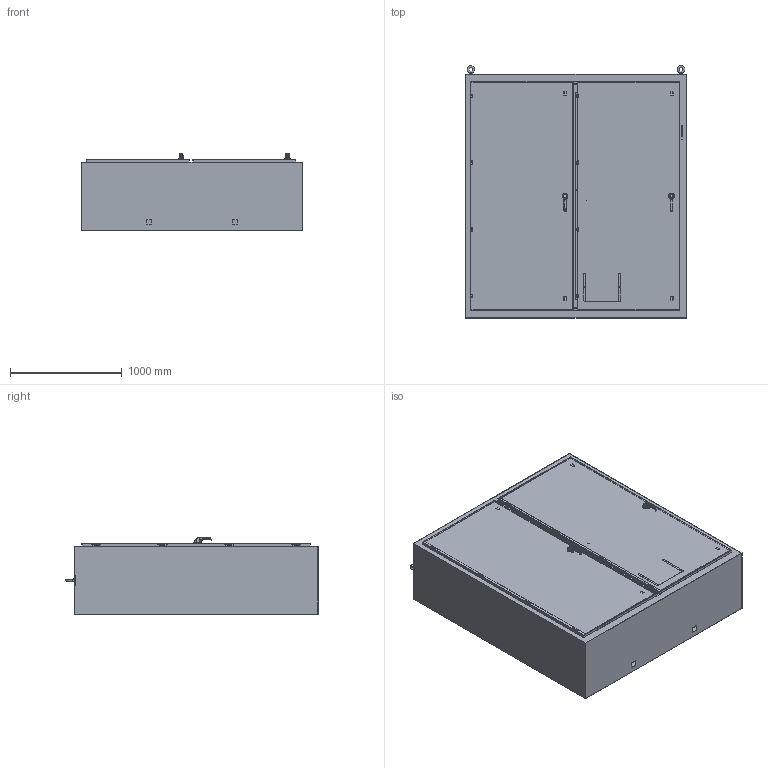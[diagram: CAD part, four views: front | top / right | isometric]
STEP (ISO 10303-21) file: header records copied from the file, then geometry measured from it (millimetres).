
FILE_DESCRIPTION (( 'STEP AP214' ), '1' );
FILE_NAME ('SCE-N86XM7824_REV1.STEP', '2024-05-09T10:30:26', ( '' ), ( '' ), 'SwSTEP 2.0', 'SolidWorks 2023', '' );
FILE_SCHEMA (( 'AUTOMOTIVE_DESIGN' ));
Length unit declared in the file: inch
Products named in the file (1): SCE-N86XM7824_REV1
Bounding box: 1974.85 x 2259.12 x 686.97 mm (x, y, z)
Volume: 42332766.6 mm3; surface area: 31801833.8 mm2
Topology: 48 solids, 56 shells, 7346 faces, 18736 edges, 11570 vertices
Faces by surface type: plane 3045, cylinder 2479, bspline 862, torus 542, cone 228, sphere 190
Full cylindrical faces by diameter (mm): 1.016 x8, 3.978 x8, 4.318 x40, 4.978 x32, 5.016 x4, 5.207 x16, 5.232 x16, 5.537 x8, 6.096 x16, 6.198 x16, 6.35 x16, 7.137 x2, 9.525 x16, 10.323 x16, 11.25 x2, 15.24 x2, 16 x2, 29.8 x2
Entity records: 354314 total; most frequent: CARTESIAN_POINT 186809, ORIENTED_EDGE 36198, DIRECTION 32129, EDGE_CURVE 18099, AXIS2_PLACEMENT_3D 11594, VERTEX_POINT 11407, VECTOR 8941, LINE 8941
